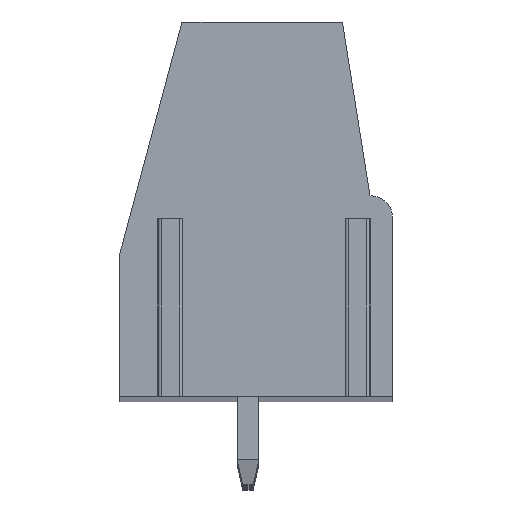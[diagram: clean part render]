
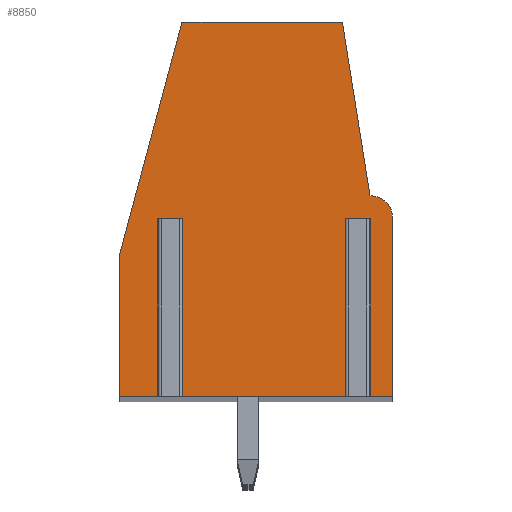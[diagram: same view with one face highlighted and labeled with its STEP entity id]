
A CAD part, top view. The second image highlights one B-rep face of the part: STEP entity #8850.
In plain terms, the highlighted planar face has unit normal (0, 0, 1).
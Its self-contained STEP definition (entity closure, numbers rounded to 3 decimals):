
#1296=DIRECTION('',(1.,0.,0.));
#1297=VECTOR('',#1296,0.57);
#1298=CARTESIAN_POINT('',(-3.485,-0.35,2.5));
#1299=LINE('',#1298,#1297);
#1300=DIRECTION('',(0.,1.,0.));
#1301=VECTOR('',#1300,6.65);
#1302=CARTESIAN_POINT('',(-3.485,-7.,2.5));
#1303=LINE('',#1302,#1301);
#1304=DIRECTION('',(1.,0.,0.));
#1305=VECTOR('',#1304,1.615);
#1306=CARTESIAN_POINT('',(-5.1,-7.,2.5));
#1307=LINE('',#1306,#1305);
#1308=DIRECTION('',(0.,-1.,0.));
#1309=VECTOR('',#1308,5.3);
#1310=CARTESIAN_POINT('',(-5.1,-1.7,2.5));
#1311=LINE('',#1310,#1309);
#1312=DIRECTION('',(-0.259,-0.966,0.));
#1313=VECTOR('',#1312,9.007);
#1314=CARTESIAN_POINT('',(-2.769,7.,2.5));
#1315=LINE('',#1314,#1313);
#1316=DIRECTION('',(-1.,0.,0.));
#1317=VECTOR('',#1316,6.);
#1318=CARTESIAN_POINT('',(3.231,7.,2.5));
#1319=LINE('',#1318,#1317);
#1320=DIRECTION('',(-0.156,0.988,0.));
#1321=VECTOR('',#1320,6.581);
#1322=CARTESIAN_POINT('',(4.261,0.5,2.5));
#1323=LINE('',#1322,#1321);
#1324=DIRECTION('',(-1.,0.,0.));
#1325=VECTOR('',#1324,0.039);
#1326=CARTESIAN_POINT('',(4.3,0.5,2.5));
#1327=LINE('',#1326,#1325);
#1328=CARTESIAN_POINT('',(4.3,-0.3,2.5));
#1329=DIRECTION('',(0.,0.,1.));
#1330=DIRECTION('',(1.,0.,0.));
#1331=AXIS2_PLACEMENT_3D('',#1328,#1329,#1330);
#1333=DIRECTION('',(0.,1.,0.));
#1334=VECTOR('',#1333,6.7);
#1335=CARTESIAN_POINT('',(5.1,-7.,2.5));
#1336=LINE('',#1335,#1334);
#1337=DIRECTION('',(1.,0.,0.));
#1338=VECTOR('',#1337,1.015);
#1339=CARTESIAN_POINT('',(4.085,-7.,2.5));
#1340=LINE('',#1339,#1338);
#1341=DIRECTION('',(0.,1.,0.));
#1342=VECTOR('',#1341,6.65);
#1343=CARTESIAN_POINT('',(4.085,-7.,2.5));
#1344=LINE('',#1343,#1342);
#1345=DIRECTION('',(1.,0.,0.));
#1346=VECTOR('',#1345,0.57);
#1347=CARTESIAN_POINT('',(3.515,-0.35,2.5));
#1348=LINE('',#1347,#1346);
#1349=DIRECTION('',(0.,1.,0.));
#1350=VECTOR('',#1349,6.65);
#1351=CARTESIAN_POINT('',(3.515,-7.,2.5));
#1352=LINE('',#1351,#1350);
#1353=DIRECTION('',(1.,0.,0.));
#1354=VECTOR('',#1353,6.43);
#1355=CARTESIAN_POINT('',(-2.915,-7.,2.5));
#1356=LINE('',#1355,#1354);
#1357=DIRECTION('',(0.,1.,0.));
#1358=VECTOR('',#1357,6.65);
#1359=CARTESIAN_POINT('',(-2.915,-7.,2.5));
#1360=LINE('',#1359,#1358);
#6007=CARTESIAN_POINT('',(-2.769,7.,2.5));
#6008=CARTESIAN_POINT('',(-5.1,-1.7,2.5));
#6009=VERTEX_POINT('',#6007);
#6010=VERTEX_POINT('',#6008);
#6011=CARTESIAN_POINT('',(-5.1,-7.,2.5));
#6012=VERTEX_POINT('',#6011);
#6013=CARTESIAN_POINT('',(5.1,-7.,2.5));
#6014=CARTESIAN_POINT('',(5.1,-0.3,2.5));
#6015=VERTEX_POINT('',#6013);
#6016=VERTEX_POINT('',#6014);
#6017=CARTESIAN_POINT('',(4.3,0.5,2.5));
#6018=VERTEX_POINT('',#6017);
#6019=CARTESIAN_POINT('',(4.261,0.5,2.5));
#6020=VERTEX_POINT('',#6019);
#6021=CARTESIAN_POINT('',(3.231,7.,2.5));
#6022=VERTEX_POINT('',#6021);
#6103=CARTESIAN_POINT('',(-3.485,-0.35,2.5));
#6104=CARTESIAN_POINT('',(-2.915,-0.35,2.5));
#6105=VERTEX_POINT('',#6103);
#6106=VERTEX_POINT('',#6104);
#6107=CARTESIAN_POINT('',(3.515,-0.35,2.5));
#6108=CARTESIAN_POINT('',(4.085,-0.35,2.5));
#6109=VERTEX_POINT('',#6107);
#6110=VERTEX_POINT('',#6108);
#6111=CARTESIAN_POINT('',(-2.915,-7.,2.5));
#6112=VERTEX_POINT('',#6111);
#6113=CARTESIAN_POINT('',(-3.485,-7.,2.5));
#6114=VERTEX_POINT('',#6113);
#6115=CARTESIAN_POINT('',(4.085,-7.,2.5));
#6116=VERTEX_POINT('',#6115);
#6117=CARTESIAN_POINT('',(3.515,-7.,2.5));
#6118=VERTEX_POINT('',#6117);
#8821=CARTESIAN_POINT('',(0.,0.,2.5));
#8822=DIRECTION('',(0.,0.,1.));
#8823=DIRECTION('',(1.,0.,0.));
#8824=AXIS2_PLACEMENT_3D('',#8821,#8822,#8823);
#8825=PLANE('',#8824);
#8827=ORIENTED_EDGE('',*,*,#8826,.F.);
#8829=ORIENTED_EDGE('',*,*,#8828,.F.);
#8830=ORIENTED_EDGE('',*,*,#7953,.F.);
#8831=ORIENTED_EDGE('',*,*,#8364,.F.);
#8832=ORIENTED_EDGE('',*,*,#8378,.F.);
#8833=ORIENTED_EDGE('',*,*,#8392,.F.);
#8834=ORIENTED_EDGE('',*,*,#8544,.F.);
#8835=ORIENTED_EDGE('',*,*,#8558,.F.);
#8836=ORIENTED_EDGE('',*,*,#8572,.F.);
#8837=ORIENTED_EDGE('',*,*,#8585,.F.);
#8838=ORIENTED_EDGE('',*,*,#7977,.F.);
#8840=ORIENTED_EDGE('',*,*,#8839,.T.);
#8842=ORIENTED_EDGE('',*,*,#8841,.F.);
#8844=ORIENTED_EDGE('',*,*,#8843,.F.);
#8845=ORIENTED_EDGE('',*,*,#7965,.F.);
#8847=ORIENTED_EDGE('',*,*,#8846,.T.);
#8848=EDGE_LOOP('',(#8827,#8829,#8830,#8831,#8832,#8833,#8834,#8835,#8836,#8837,
#8838,#8840,#8842,#8844,#8845,#8847));
#8849=FACE_OUTER_BOUND('',#8848,.F.);
#1332=CIRCLE('',#1331,0.8);
#7953=EDGE_CURVE('',#6012,#6114,#1307,.T.);
#7965=EDGE_CURVE('',#6112,#6118,#1356,.T.);
#7977=EDGE_CURVE('',#6116,#6015,#1340,.T.);
#8364=EDGE_CURVE('',#6010,#6012,#1311,.T.);
#8378=EDGE_CURVE('',#6009,#6010,#1315,.T.);
#8392=EDGE_CURVE('',#6022,#6009,#1319,.T.);
#8544=EDGE_CURVE('',#6020,#6022,#1323,.T.);
#8558=EDGE_CURVE('',#6018,#6020,#1327,.T.);
#8572=EDGE_CURVE('',#6016,#6018,#1332,.T.);
#8585=EDGE_CURVE('',#6015,#6016,#1336,.T.);
#8826=EDGE_CURVE('',#6105,#6106,#1299,.T.);
#8828=EDGE_CURVE('',#6114,#6105,#1303,.T.);
#8839=EDGE_CURVE('',#6116,#6110,#1344,.T.);
#8841=EDGE_CURVE('',#6109,#6110,#1348,.T.);
#8843=EDGE_CURVE('',#6118,#6109,#1352,.T.);
#8846=EDGE_CURVE('',#6112,#6106,#1360,.T.);
#8850=ADVANCED_FACE('',(#8849),#8825,.T.);
